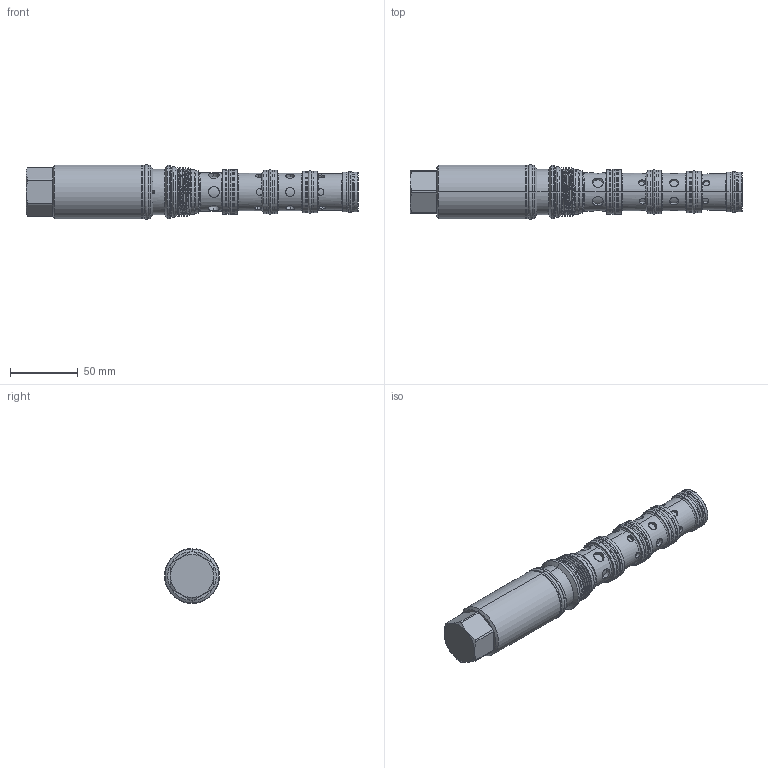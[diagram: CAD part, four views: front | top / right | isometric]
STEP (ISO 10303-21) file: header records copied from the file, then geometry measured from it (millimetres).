
FILE_DESCRIPTION (( 'STEP AP203' ), '1' );
FILE_NAME ('PDD53A6P25-N-140.STEP', '2020-05-04T07:32:39', ( '' ), ( '' ), 'SwSTEP 2.0', 'SolidWorks 2018', '' );
FILE_SCHEMA (( 'CONFIG_CONTROL_DESIGN' ));
Length unit declared in the file: millimetre
Products named in the file (1): PDD53A6P25-N-140
Bounding box: 244.46 x 40.39 x 40.39 mm (x, y, z)
Volume: 212752.8 mm3; surface area: 43096 mm2
Topology: 6 solids, 7 shells, 367 faces, 801 edges, 498 vertices
Faces by surface type: cylinder 196, plane 81, torus 46, cone 41, bspline 3
Entity records: 14477 total; most frequent: CARTESIAN_POINT 6383, DIRECTION 1740, ORIENTED_EDGE 1598, EDGE_CURVE 799, AXIS2_PLACEMENT_3D 746, VERTEX_POINT 498, EDGE_LOOP 431, CIRCLE 381
